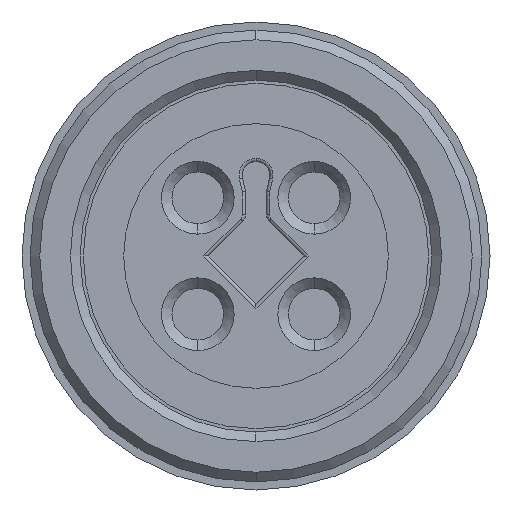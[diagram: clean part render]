
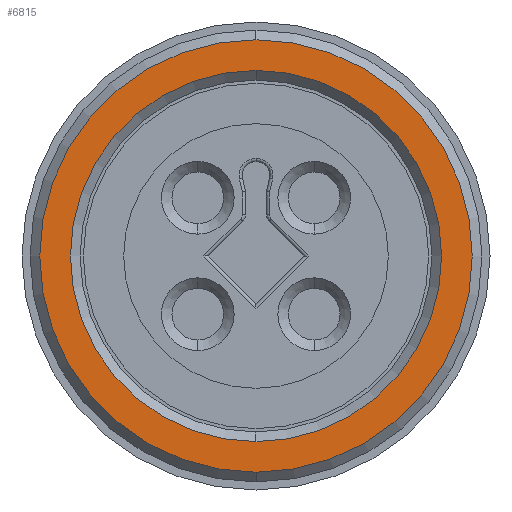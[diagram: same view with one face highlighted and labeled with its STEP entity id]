
A CAD part, left-side view. The second image highlights one B-rep face of the part: STEP entity #6815.
In plain terms, the highlighted planar face has unit normal (-1, 0, 0).
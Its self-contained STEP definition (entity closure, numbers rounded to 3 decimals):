
#1126 = DIRECTION ( 'NONE',  ( 0., 0., 1. ) ) ;
#1568 = DIRECTION ( 'NONE',  ( 1., 0., 0. ) ) ;
#2233 = ORIENTED_EDGE ( 'NONE', *, *, #10950, .T. ) ;
#2362 = CIRCLE ( 'NONE', #14279, 6.7 ) ;
#2425 = FACE_OUTER_BOUND ( 'NONE', #6297, .T. ) ;
#2709 = CARTESIAN_POINT ( 'NONE',  ( -11.9, 0., 5.75 ) ) ;
#2736 = AXIS2_PLACEMENT_3D ( 'NONE', #16216, #8611, #1126 ) ;
#2777 = CIRCLE ( 'NONE', #9055, 5.75 ) ;
#4341 = VERTEX_POINT ( 'NONE', #7100 ) ;
#4908 = CIRCLE ( 'NONE', #2736, 5.75 ) ;
#5344 = CIRCLE ( 'NONE', #11178, 6.7 ) ;
#6109 = CARTESIAN_POINT ( 'NONE',  ( -11.9, 0., -5.75 ) ) ;
#6289 = DIRECTION ( 'NONE',  ( 0., 0., 1. ) ) ;
#6297 = EDGE_LOOP ( 'NONE', ( #15771, #8089 ) ) ;
#6314 = DIRECTION ( 'NONE',  ( -1., 0., 0. ) ) ;
#6366 = PLANE ( 'NONE',  #9636 ) ;
#6406 = ORIENTED_EDGE ( 'NONE', *, *, #12736, .T. ) ;
#6594 = DIRECTION ( 'NONE',  ( 1., 0., 0. ) ) ;
#6699 = CARTESIAN_POINT ( 'NONE',  ( -11.9, 0., 0. ) ) ;
#6815 = ADVANCED_FACE ( 'NONE', ( #2425, #12096 ), #6366, .T. ) ;
#6864 = CARTESIAN_POINT ( 'NONE',  ( -11.9, 0., 0. ) ) ;
#7066 = EDGE_LOOP ( 'NONE', ( #2233, #6406 ) ) ;
#7100 = CARTESIAN_POINT ( 'NONE',  ( -11.9, 0., -6.7 ) ) ;
#8089 = ORIENTED_EDGE ( 'NONE', *, *, #13570, .F. ) ;
#8118 = DIRECTION ( 'NONE',  ( 0., 0., -1. ) ) ;
#8611 = DIRECTION ( 'NONE',  ( 1., 0., 0. ) ) ;
#9055 = AXIS2_PLACEMENT_3D ( 'NONE', #9072, #1568, #10343 ) ;
#9072 = CARTESIAN_POINT ( 'NONE',  ( -11.9, 0., 0. ) ) ;
#9636 = AXIS2_PLACEMENT_3D ( 'NONE', #6699, #6314, #6289 ) ;
#10070 = EDGE_CURVE ( 'NONE', #4341, #10284, #5344, .T. ) ;
#10284 = VERTEX_POINT ( 'NONE', #12353 ) ;
#10343 = DIRECTION ( 'NONE',  ( 0., 0., 1. ) ) ;
#10950 = EDGE_CURVE ( 'NONE', #15306, #13337, #2777, .T. ) ;
#11178 = AXIS2_PLACEMENT_3D ( 'NONE', #6864, #15738, #8118 ) ;
#12096 = FACE_BOUND ( 'NONE', #7066, .T. ) ;
#12353 = CARTESIAN_POINT ( 'NONE',  ( -11.9, 0., 6.7 ) ) ;
#12736 = EDGE_CURVE ( 'NONE', #13337, #15306, #4908, .T. ) ;
#13337 = VERTEX_POINT ( 'NONE', #6109 ) ;
#13570 = EDGE_CURVE ( 'NONE', #10284, #4341, #2362, .T. ) ;
#14202 = CARTESIAN_POINT ( 'NONE',  ( -11.9, 0., 0. ) ) ;
#14279 = AXIS2_PLACEMENT_3D ( 'NONE', #14202, #6594, #15478 ) ;
#15306 = VERTEX_POINT ( 'NONE', #2709 ) ;
#15478 = DIRECTION ( 'NONE',  ( 0., 0., -1. ) ) ;
#15738 = DIRECTION ( 'NONE',  ( 1., 0., 0. ) ) ;
#15771 = ORIENTED_EDGE ( 'NONE', *, *, #10070, .F. ) ;
#16216 = CARTESIAN_POINT ( 'NONE',  ( -11.9, 0., 0. ) ) ;
